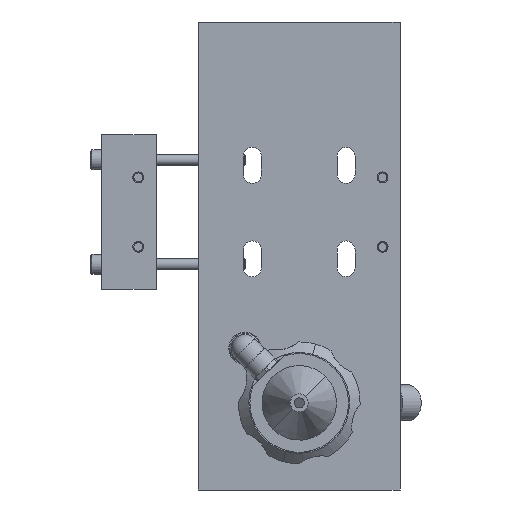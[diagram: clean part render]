
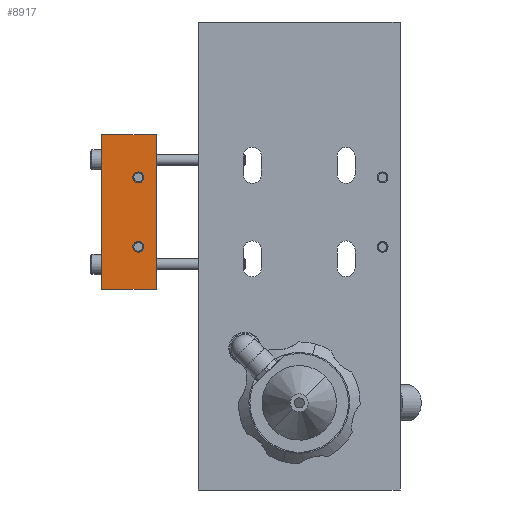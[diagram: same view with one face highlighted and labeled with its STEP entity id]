
A CAD part, front view. The second image highlights one B-rep face of the part: STEP entity #8917.
In plain terms, the highlighted face is planar.
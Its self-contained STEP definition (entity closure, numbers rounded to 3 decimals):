
#191 = CARTESIAN_POINT ( 'NONE',  ( -10.9, -2.6, 0. ) ) ;
#299 = ORIENTED_EDGE ( 'NONE', *, *, #12309, .F. ) ;
#532 = VECTOR ( 'NONE', #9651, 1000. ) ;
#682 = AXIS2_PLACEMENT_3D ( 'NONE', #2117, #5202, #8236 ) ;
#918 = VERTEX_POINT ( 'NONE', #10745 ) ;
#939 = DIRECTION ( 'NONE',  ( 0., 0., 1. ) ) ;
#1077 = CARTESIAN_POINT ( 'NONE',  ( 0., 0., 0. ) ) ;
#1224 = EDGE_CURVE ( 'NONE', #12017, #12661, #11883, .T. ) ;
#1508 = LINE ( 'NONE', #9049, #10897 ) ;
#1533 = VECTOR ( 'NONE', #3283, 1000. ) ;
#1647 = FACE_BOUND ( 'NONE', #11623, .T. ) ;
#1914 = CARTESIAN_POINT ( 'NONE',  ( 10.9, -2.6, 0. ) ) ;
#1988 = LINE ( 'NONE', #11679, #532 ) ;
#2117 = CARTESIAN_POINT ( 'NONE',  ( -9.65, -2.6, 0. ) ) ;
#2155 = DIRECTION ( 'NONE',  ( 1., 0., 0. ) ) ;
#2228 = EDGE_CURVE ( 'NONE', #918, #9361, #4830, .T. ) ;
#2394 = ORIENTED_EDGE ( 'NONE', *, *, #7315, .T. ) ;
#2881 = ORIENTED_EDGE ( 'NONE', *, *, #8066, .F. ) ;
#2957 = AXIS2_PLACEMENT_3D ( 'NONE', #1077, #3185, #2155 ) ;
#3084 = DIRECTION ( 'NONE',  ( -1., 0., 0. ) ) ;
#3175 = ORIENTED_EDGE ( 'NONE', *, *, #3243, .F. ) ;
#3185 = DIRECTION ( 'NONE',  ( 0., 0., 1. ) ) ;
#3243 = EDGE_CURVE ( 'NONE', #12661, #6685, #6176, .T. ) ;
#3283 = DIRECTION ( 'NONE',  ( 1., 0., 0. ) ) ;
#3381 = AXIS2_PLACEMENT_3D ( 'NONE', #13029, #939, #9061 ) ;
#3653 = ORIENTED_EDGE ( 'NONE', *, *, #1224, .F. ) ;
#4203 = DIRECTION ( 'NONE',  ( 1., 0., 0. ) ) ;
#4254 = CIRCLE ( 'NONE', #8563, 1.25 ) ;
#4265 = VERTEX_POINT ( 'NONE', #191 ) ;
#4294 = DIRECTION ( 'NONE',  ( 0., 0., 1. ) ) ;
#4602 = EDGE_CURVE ( 'NONE', #11738, #4265, #9705, .T. ) ;
#4645 = ORIENTED_EDGE ( 'NONE', *, *, #4602, .T. ) ;
#4830 = CIRCLE ( 'NONE', #8919, 1.25 ) ;
#4880 = ORIENTED_EDGE ( 'NONE', *, *, #2228, .T. ) ;
#5194 = CARTESIAN_POINT ( 'NONE',  ( 9.65, -2.6, 0. ) ) ;
#5202 = DIRECTION ( 'NONE',  ( 0., 0., 1. ) ) ;
#5211 = DIRECTION ( 'NONE',  ( 0., 1., 0. ) ) ;
#5696 = ORIENTED_EDGE ( 'NONE', *, *, #6902, .T. ) ;
#5858 = VECTOR ( 'NONE', #5211, 1000. ) ;
#6176 = LINE ( 'NONE', #11357, #5858 ) ;
#6197 = DIRECTION ( 'NONE',  ( 0., 0., 1. ) ) ;
#6685 = VERTEX_POINT ( 'NONE', #11689 ) ;
#6902 = EDGE_CURVE ( 'NONE', #9361, #918, #4254, .T. ) ;
#7315 = EDGE_CURVE ( 'NONE', #4265, #11738, #8377, .T. ) ;
#7378 = CARTESIAN_POINT ( 'NONE',  ( 9.65, -2.6, 0. ) ) ;
#8066 = EDGE_CURVE ( 'NONE', #8789, #12017, #1988, .T. ) ;
#8094 = EDGE_LOOP ( 'NONE', ( #5696, #4880 ) ) ;
#8109 = PLANE ( 'NONE',  #2957 ) ;
#8232 = DIRECTION ( 'NONE',  ( 1., 0., 0. ) ) ;
#8236 = DIRECTION ( 'NONE',  ( 1., 0., 0. ) ) ;
#8377 = CIRCLE ( 'NONE', #3381, 1.25 ) ;
#8409 = CARTESIAN_POINT ( 'NONE',  ( 21.5, -7.6, 0. ) ) ;
#8563 = AXIS2_PLACEMENT_3D ( 'NONE', #7378, #4294, #4203 ) ;
#8789 = VERTEX_POINT ( 'NONE', #12916 ) ;
#8917 = ADVANCED_FACE ( 'NONE', ( #1647, #12132, #10042 ), #8109, .F. ) ;
#8919 = AXIS2_PLACEMENT_3D ( 'NONE', #5194, #6197, #8232 ) ;
#8981 = CARTESIAN_POINT ( 'NONE',  ( -8.4, -2.6, 0. ) ) ;
#9049 = CARTESIAN_POINT ( 'NONE',  ( 21.5, 7.6, 0. ) ) ;
#9061 = DIRECTION ( 'NONE',  ( 1., 0., 0. ) ) ;
#9361 = VERTEX_POINT ( 'NONE', #1914 ) ;
#9651 = DIRECTION ( 'NONE',  ( 0., -1., 0. ) ) ;
#9693 = CARTESIAN_POINT ( 'NONE',  ( -21.5, -7.6, 0. ) ) ;
#9705 = CIRCLE ( 'NONE', #682, 1.25 ) ;
#10042 = FACE_OUTER_BOUND ( 'NONE', #12185, .T. ) ;
#10745 = CARTESIAN_POINT ( 'NONE',  ( 8.4, -2.6, 0. ) ) ;
#10851 = CARTESIAN_POINT ( 'NONE',  ( 21.5, -7.6, 0. ) ) ;
#10897 = VECTOR ( 'NONE', #3084, 1000. ) ;
#11357 = CARTESIAN_POINT ( 'NONE',  ( 21.5, -7.6, 0. ) ) ;
#11623 = EDGE_LOOP ( 'NONE', ( #4645, #2394 ) ) ;
#11679 = CARTESIAN_POINT ( 'NONE',  ( -21.5, -7.6, 0. ) ) ;
#11689 = CARTESIAN_POINT ( 'NONE',  ( 21.5, 7.6, 0. ) ) ;
#11738 = VERTEX_POINT ( 'NONE', #8981 ) ;
#11883 = LINE ( 'NONE', #8409, #1533 ) ;
#12017 = VERTEX_POINT ( 'NONE', #9693 ) ;
#12132 = FACE_BOUND ( 'NONE', #8094, .T. ) ;
#12185 = EDGE_LOOP ( 'NONE', ( #2881, #299, #3175, #3653 ) ) ;
#12309 = EDGE_CURVE ( 'NONE', #6685, #8789, #1508, .T. ) ;
#12661 = VERTEX_POINT ( 'NONE', #10851 ) ;
#12916 = CARTESIAN_POINT ( 'NONE',  ( -21.5, 7.6, 0. ) ) ;
#13029 = CARTESIAN_POINT ( 'NONE',  ( -9.65, -2.6, 0. ) ) ;
